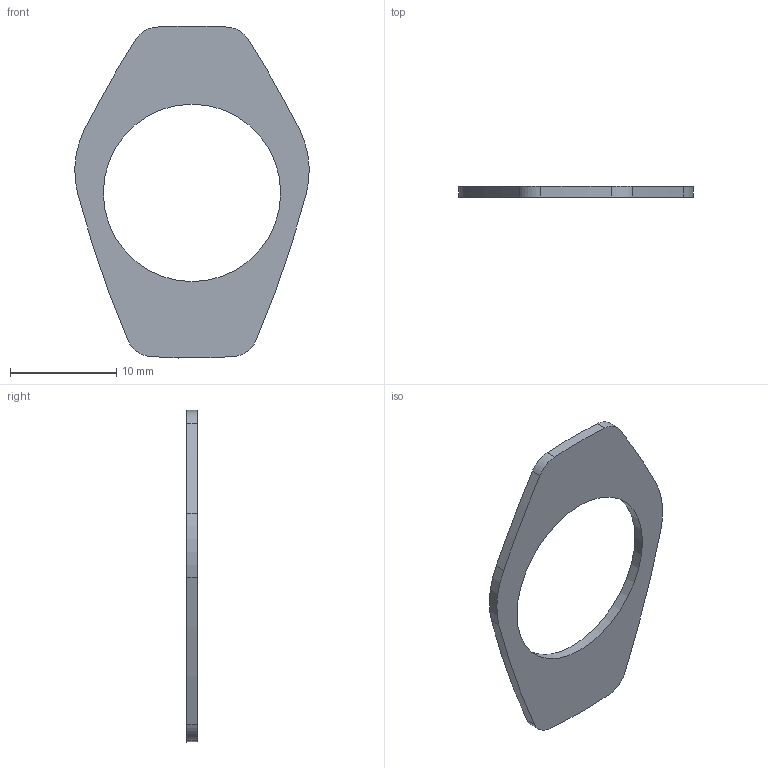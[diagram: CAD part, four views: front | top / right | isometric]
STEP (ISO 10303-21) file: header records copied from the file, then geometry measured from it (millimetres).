
FILE_DESCRIPTION(/* description */ (''),/* implementation_level */ '2;1');
FILE_NAME(/* name */ '16_0334_000_001_01.stp',/* time_stamp */ '2022-02-08T08:02:08+01:00',/* author */ ('Konstruktion & Entwicklung'),/* organization */ ('Franz Binder GmbH'),/* preprocessor_version */ 'ST-DEVELOPER v16',/* originating_system */ 'SIEMENS PLM Software NX 11.0',/* authorisation */ '');
FILE_SCHEMA (('AUTOMOTIVE_DESIGN { 1 0 10303 214 3 1 1 1 }'));
Length unit declared in the file: millimetre
Products named in the file (1): 16 0334 000 001_01
Bounding box: 22.07 x 1 x 31.26 mm (x, y, z)
Volume: 309.7 mm3; surface area: 757.7 mm2
Topology: 1 solids, 1 shells, 15 faces, 39 edges, 26 vertices
Faces by surface type: cylinder 13, plane 2
Full cylindrical faces by diameter (mm): 16.7 x1
Entity records: 502 total; most frequent: DIRECTION 96, CARTESIAN_POINT 80, ORIENTED_EDGE 76, AXIS2_PLACEMENT_3D 42, EDGE_CURVE 38, VERTEX_POINT 26, CIRCLE 26, EDGE_LOOP 18
